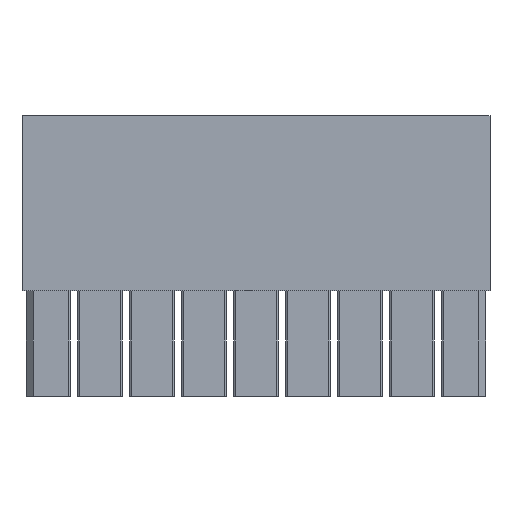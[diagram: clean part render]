
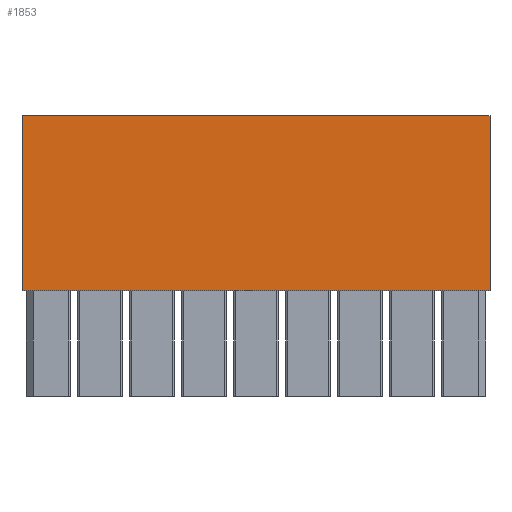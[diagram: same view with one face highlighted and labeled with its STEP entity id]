
A CAD part, front view. The second image highlights one B-rep face of the part: STEP entity #1853.
In plain terms, the highlighted planar face has unit normal (0, -1, 0).
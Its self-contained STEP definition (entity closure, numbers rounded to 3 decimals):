
#1826=AXIS2_PLACEMENT_3D('Plane Axis2P3D',#1823,#1824,#1825) ;
#111=CARTESIAN_POINT('Vertex',(68.58,0.,15.5)) ;
#114=CARTESIAN_POINT('Line Origine',(34.29,0.,15.5)) ;
#118=CARTESIAN_POINT('Vertex',(0.,0.,15.5)) ;
#1823=CARTESIAN_POINT('Axis2P3D Location',(0.,0.,15.5)) ;
#1828=CARTESIAN_POINT('Line Origine',(68.58,0.,28.325)) ;
#1832=CARTESIAN_POINT('Vertex',(68.58,0.,41.15)) ;
#1835=CARTESIAN_POINT('Line Origine',(34.29,0.,41.15)) ;
#1839=CARTESIAN_POINT('Vertex',(0.,0.,41.15)) ;
#1842=CARTESIAN_POINT('Line Origine',(0.,0.,28.325)) ;
#115=DIRECTION('Vector Direction',(1.,0.,0.)) ;
#1824=DIRECTION('Axis2P3D Direction',(0.,1.,0.)) ;
#1825=DIRECTION('Axis2P3D XDirection',(0.,0.,1.)) ;
#1829=DIRECTION('Vector Direction',(0.,0.,1.)) ;
#1836=DIRECTION('Vector Direction',(1.,0.,0.)) ;
#1843=DIRECTION('Vector Direction',(0.,0.,1.)) ;
#116=VECTOR('Line Direction',#115,1.) ;
#1830=VECTOR('Line Direction',#1829,1.) ;
#1837=VECTOR('Line Direction',#1836,1.) ;
#1844=VECTOR('Line Direction',#1843,1.) ;
#1848=ORIENTED_EDGE('',*,*,#1834,.T.) ;
#1849=ORIENTED_EDGE('',*,*,#1841,.F.) ;
#1850=ORIENTED_EDGE('',*,*,#1846,.F.) ;
#1851=ORIENTED_EDGE('',*,*,#120,.T.) ;
#1853=ADVANCED_FACE('HOUSING',(#1852),#1827,.F.) ;
#120=EDGE_CURVE('',#119,#112,#117,.T.) ;
#1834=EDGE_CURVE('',#112,#1833,#1831,.T.) ;
#1841=EDGE_CURVE('',#1840,#1833,#1838,.T.) ;
#1846=EDGE_CURVE('',#119,#1840,#1845,.T.) ;
#1847=EDGE_LOOP('',(#1848,#1849,#1850,#1851)) ;
#1852=FACE_OUTER_BOUND('',#1847,.T.) ;
#117=LINE('Line',#114,#116) ;
#1831=LINE('Line',#1828,#1830) ;
#1838=LINE('Line',#1835,#1837) ;
#1845=LINE('Line',#1842,#1844) ;
#1827=PLANE('',#1826) ;
#112=VERTEX_POINT('',#111) ;
#119=VERTEX_POINT('',#118) ;
#1833=VERTEX_POINT('',#1832) ;
#1840=VERTEX_POINT('',#1839) ;
